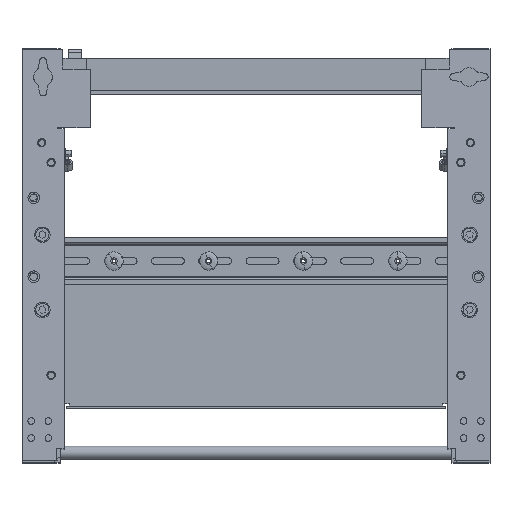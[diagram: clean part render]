
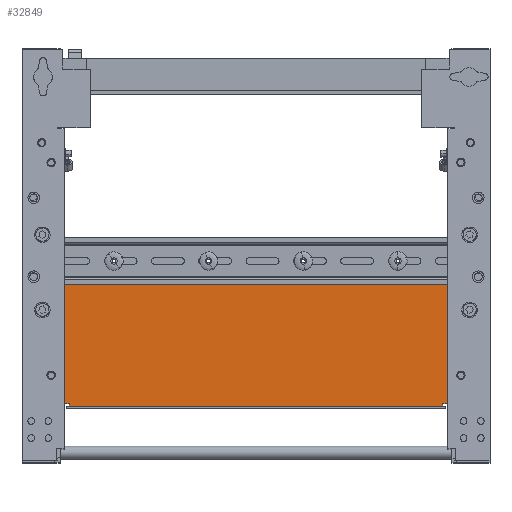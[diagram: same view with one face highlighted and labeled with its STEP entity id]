
A CAD part, top view. The second image highlights one B-rep face of the part: STEP entity #32849.
In plain terms, the highlighted planar face has unit normal (0, 0, 1).
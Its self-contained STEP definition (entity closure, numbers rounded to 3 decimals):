
#32823=AXIS2_PLACEMENT_3D('Plane Axis2P3D',#32820,#32821,#32822) ;
#11105=CARTESIAN_POINT('Vertex',(149.,142.05,20.)) ;
#11108=CARTESIAN_POINT('Line Origine',(149.,93.65,20.)) ;
#11112=CARTESIAN_POINT('Vertex',(149.,45.25,20.)) ;
#31366=CARTESIAN_POINT('Vertex',(-145.,45.25,20.)) ;
#31369=CARTESIAN_POINT('Line Origine',(-147.,45.25,20.)) ;
#31373=CARTESIAN_POINT('Vertex',(-149.,45.25,20.)) ;
#31629=CARTESIAN_POINT('Line Origine',(147.,45.25,20.)) ;
#31633=CARTESIAN_POINT('Vertex',(145.,45.25,20.)) ;
#31690=CARTESIAN_POINT('Line Origine',(-143.5,45.25,20.)) ;
#31694=CARTESIAN_POINT('Vertex',(-142.,45.25,20.)) ;
#31793=CARTESIAN_POINT('Line Origine',(143.5,45.25,20.)) ;
#31797=CARTESIAN_POINT('Vertex',(142.,45.25,20.)) ;
#31923=CARTESIAN_POINT('Vertex',(142.,43.25,20.)) ;
#31926=CARTESIAN_POINT('Line Origine',(0.,43.25,20.)) ;
#31930=CARTESIAN_POINT('Vertex',(-142.,43.25,20.)) ;
#32059=CARTESIAN_POINT('Line Origine',(142.,44.25,20.)) ;
#32084=CARTESIAN_POINT('Line Origine',(-142.,44.25,20.)) ;
#32820=CARTESIAN_POINT('Axis2P3D Location',(0.,153.75,20.)) ;
#32825=CARTESIAN_POINT('Line Origine',(0.,142.05,20.)) ;
#32829=CARTESIAN_POINT('Vertex',(-149.,142.05,20.)) ;
#32832=CARTESIAN_POINT('Line Origine',(-149.,93.65,20.)) ;
#11109=DIRECTION('Vector Direction',(0.,-1.,0.)) ;
#31370=DIRECTION('Vector Direction',(-1.,0.,0.)) ;
#31630=DIRECTION('Vector Direction',(-1.,0.,0.)) ;
#31691=DIRECTION('Vector Direction',(1.,0.,0.)) ;
#31794=DIRECTION('Vector Direction',(-1.,0.,0.)) ;
#31927=DIRECTION('Vector Direction',(1.,0.,0.)) ;
#32060=DIRECTION('Vector Direction',(0.,1.,0.)) ;
#32085=DIRECTION('Vector Direction',(0.,-1.,0.)) ;
#32821=DIRECTION('Axis2P3D Direction',(0.,0.,1.)) ;
#32822=DIRECTION('Axis2P3D XDirection',(-1.,0.,0.)) ;
#32826=DIRECTION('Vector Direction',(-1.,0.,0.)) ;
#32833=DIRECTION('Vector Direction',(0.,-1.,0.)) ;
#11110=VECTOR('Line Direction',#11109,1.) ;
#31371=VECTOR('Line Direction',#31370,1.) ;
#31631=VECTOR('Line Direction',#31630,1.) ;
#31692=VECTOR('Line Direction',#31691,1.) ;
#31795=VECTOR('Line Direction',#31794,1.) ;
#31928=VECTOR('Line Direction',#31927,1.) ;
#32061=VECTOR('Line Direction',#32060,1.) ;
#32086=VECTOR('Line Direction',#32085,1.) ;
#32827=VECTOR('Line Direction',#32826,1.) ;
#32834=VECTOR('Line Direction',#32833,1.) ;
#32838=ORIENTED_EDGE('',*,*,#11114,.F.) ;
#32839=ORIENTED_EDGE('',*,*,#32831,.T.) ;
#32840=ORIENTED_EDGE('',*,*,#32836,.T.) ;
#32841=ORIENTED_EDGE('',*,*,#31375,.F.) ;
#32842=ORIENTED_EDGE('',*,*,#31696,.T.) ;
#32843=ORIENTED_EDGE('',*,*,#32088,.T.) ;
#32844=ORIENTED_EDGE('',*,*,#31932,.T.) ;
#32845=ORIENTED_EDGE('',*,*,#32063,.T.) ;
#32846=ORIENTED_EDGE('',*,*,#31799,.F.) ;
#32847=ORIENTED_EDGE('',*,*,#31635,.F.) ;
#32849=ADVANCED_FACE('NONE',(#32848),#32824,.T.) ;
#11114=EDGE_CURVE('',#11106,#11113,#11111,.T.) ;
#31375=EDGE_CURVE('',#31367,#31374,#31372,.T.) ;
#31635=EDGE_CURVE('',#11113,#31634,#31632,.T.) ;
#31696=EDGE_CURVE('',#31367,#31695,#31693,.T.) ;
#31799=EDGE_CURVE('',#31634,#31798,#31796,.T.) ;
#31932=EDGE_CURVE('',#31931,#31924,#31929,.T.) ;
#32063=EDGE_CURVE('',#31924,#31798,#32062,.T.) ;
#32088=EDGE_CURVE('',#31695,#31931,#32087,.T.) ;
#32831=EDGE_CURVE('',#11106,#32830,#32828,.T.) ;
#32836=EDGE_CURVE('',#32830,#31374,#32835,.T.) ;
#32837=EDGE_LOOP('',(#32838,#32839,#32840,#32841,#32842,#32843,#32844,#32845,#32846,#32847)) ;
#32848=FACE_OUTER_BOUND('',#32837,.T.) ;
#11111=LINE('Line',#11108,#11110) ;
#31372=LINE('Line',#31369,#31371) ;
#31632=LINE('Line',#31629,#31631) ;
#31693=LINE('Line',#31690,#31692) ;
#31796=LINE('Line',#31793,#31795) ;
#31929=LINE('Line',#31926,#31928) ;
#32062=LINE('Line',#32059,#32061) ;
#32087=LINE('Line',#32084,#32086) ;
#32828=LINE('Line',#32825,#32827) ;
#32835=LINE('Line',#32832,#32834) ;
#32824=PLANE('',#32823) ;
#11106=VERTEX_POINT('',#11105) ;
#11113=VERTEX_POINT('',#11112) ;
#31367=VERTEX_POINT('',#31366) ;
#31374=VERTEX_POINT('',#31373) ;
#31634=VERTEX_POINT('',#31633) ;
#31695=VERTEX_POINT('',#31694) ;
#31798=VERTEX_POINT('',#31797) ;
#31924=VERTEX_POINT('',#31923) ;
#31931=VERTEX_POINT('',#31930) ;
#32830=VERTEX_POINT('',#32829) ;
